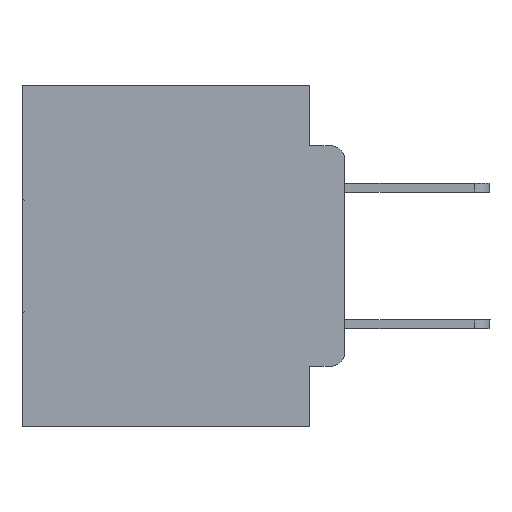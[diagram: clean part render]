
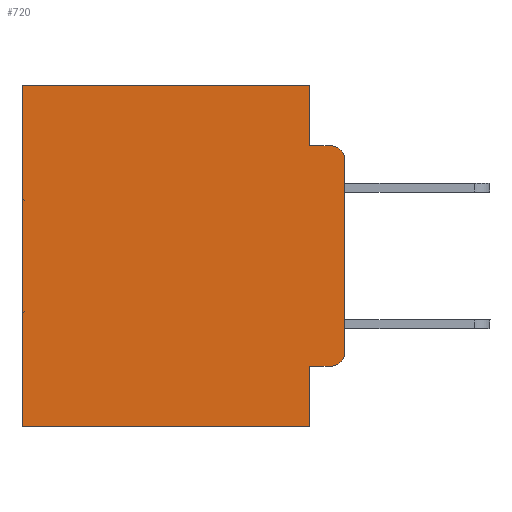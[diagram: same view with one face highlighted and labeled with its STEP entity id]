
A CAD part, left-side view. The second image highlights one B-rep face of the part: STEP entity #720.
In plain terms, the highlighted planar face has unit normal (-1, 0, 0).
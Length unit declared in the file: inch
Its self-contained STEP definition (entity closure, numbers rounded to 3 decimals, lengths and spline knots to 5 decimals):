
#128 = ORIENTED_EDGE ( 'NONE', *, *, #10825, .F. ) ;
#720 = ADVANCED_FACE ( 'NONE', ( #17066 ), #12463, .F. ) ;
#2691 = DIRECTION ( 'NONE',  ( 1., 0., 0. ) ) ;
#3684 = VERTEX_POINT ( 'NONE', #14925 ) ;
#3925 = CARTESIAN_POINT ( 'NONE',  ( 0.298, 0., -0.3915 ) ) ;
#4160 = LINE ( 'NONE', #30479, #18650 ) ;
#4345 = VECTOR ( 'NONE', #4667, 39.37008 ) ;
#4618 = DIRECTION ( 'NONE',  ( -1., 0., 0. ) ) ;
#4667 = DIRECTION ( 'NONE',  ( 0., 0., -1. ) ) ;
#5672 = CARTESIAN_POINT ( 'NONE',  ( 0.298, 0., -0.1085 ) ) ;
#6982 = DIRECTION ( 'NONE',  ( 0., -1., 0. ) ) ;
#7165 = DIRECTION ( 'NONE',  ( 0., 0., -1. ) ) ;
#7369 = CARTESIAN_POINT ( 'NONE',  ( 0.298, 0.02, -0.3915 ) ) ;
#7460 = VERTEX_POINT ( 'NONE', #22921 ) ;
#7610 = CARTESIAN_POINT ( 'NONE',  ( 0.298, 0.051, 0. ) ) ;
#7847 = CARTESIAN_POINT ( 'NONE',  ( 0.298, 0., 0. ) ) ;
#7863 = LINE ( 'NONE', #7610, #4345 ) ;
#8486 = DIRECTION ( 'NONE',  ( 0., 0., -1. ) ) ;
#9442 = CARTESIAN_POINT ( 'NONE',  ( 0.298, 0.051, 0. ) ) ;
#9452 = AXIS2_PLACEMENT_3D ( 'NONE', #7847, #2691, #10345 ) ;
#9936 = DIRECTION ( 'NONE',  ( 0., 1., 0. ) ) ;
#10196 = LINE ( 'NONE', #29067, #16098 ) ;
#10345 = DIRECTION ( 'NONE',  ( 0., 0., -1. ) ) ;
#10582 = EDGE_CURVE ( 'NONE', #19737, #24110, #10196, .T. ) ;
#10825 = EDGE_CURVE ( 'NONE', #3684, #7460, #31378, .T. ) ;
#11099 = CIRCLE ( 'NONE', #18841, 0.02 ) ;
#11233 = CARTESIAN_POINT ( 'NONE',  ( 0.298, 0.473, 0. ) ) ;
#11320 = EDGE_LOOP ( 'NONE', ( #12581, #18828, #22368, #13681, #19334, #23308, #128, #29992, #22155, #26220 ) ) ;
#11374 = VECTOR ( 'NONE', #9936, 39.37008 ) ;
#11710 = CARTESIAN_POINT ( 'NONE',  ( 0.298, 0.02, -0.0885 ) ) ;
#11956 = CARTESIAN_POINT ( 'NONE',  ( 0.298, 0.02, -0.4115 ) ) ;
#12008 = EDGE_CURVE ( 'NONE', #30584, #7460, #15655, .T. ) ;
#12269 = LINE ( 'NONE', #24797, #23630 ) ;
#12463 = PLANE ( 'NONE',  #9452 ) ;
#12542 = DIRECTION ( 'NONE',  ( 0., 0., -1. ) ) ;
#12581 = ORIENTED_EDGE ( 'NONE', *, *, #28600, .F. ) ;
#13303 = DIRECTION ( 'NONE',  ( 0., 0., -1. ) ) ;
#13681 = ORIENTED_EDGE ( 'NONE', *, *, #25053, .F. ) ;
#13700 = VECTOR ( 'NONE', #23704, 39.37008 ) ;
#14925 = CARTESIAN_POINT ( 'NONE',  ( 0.298, 0.051, -0.5 ) ) ;
#15128 = VERTEX_POINT ( 'NONE', #9442 ) ;
#15655 = LINE ( 'NONE', #11233, #13700 ) ;
#16098 = VECTOR ( 'NONE', #24660, 39.37008 ) ;
#16130 = VERTEX_POINT ( 'NONE', #5672 ) ;
#16691 = VECTOR ( 'NONE', #12542, 39.37008 ) ;
#17066 = FACE_OUTER_BOUND ( 'NONE', #11320, .T. ) ;
#17647 = CARTESIAN_POINT ( 'NONE',  ( 0.298, 0.051, -0.4115 ) ) ;
#17883 = CARTESIAN_POINT ( 'NONE',  ( 0.298, 0., 0. ) ) ;
#18650 = VECTOR ( 'NONE', #13303, 39.37008 ) ;
#18756 = DIRECTION ( 'NONE',  ( -1., 0., 0. ) ) ;
#18828 = ORIENTED_EDGE ( 'NONE', *, *, #20258, .T. ) ;
#18841 = AXIS2_PLACEMENT_3D ( 'NONE', #7369, #4618, #7165 ) ;
#19052 = CARTESIAN_POINT ( 'NONE',  ( 0.298, 0.051, -0.0885 ) ) ;
#19334 = ORIENTED_EDGE ( 'NONE', *, *, #29230, .T. ) ;
#19362 = VERTEX_POINT ( 'NONE', #17647 ) ;
#19737 = VERTEX_POINT ( 'NONE', #19052 ) ;
#20021 = CARTESIAN_POINT ( 'NONE',  ( 0.298, 0., 0. ) ) ;
#20258 = EDGE_CURVE ( 'NONE', #16130, #24110, #21687, .T. ) ;
#20650 = EDGE_CURVE ( 'NONE', #19362, #29884, #12269, .T. ) ;
#21313 = VECTOR ( 'NONE', #32446, 39.37008 ) ;
#21687 = CIRCLE ( 'NONE', #31069, 0.02 ) ;
#21789 = CARTESIAN_POINT ( 'NONE',  ( 0.298, 0., -0.5 ) ) ;
#22155 = ORIENTED_EDGE ( 'NONE', *, *, #20650, .T. ) ;
#22176 = LINE ( 'NONE', #17883, #16691 ) ;
#22368 = ORIENTED_EDGE ( 'NONE', *, *, #10582, .F. ) ;
#22921 = CARTESIAN_POINT ( 'NONE',  ( 0.298, 0.473, -0.5 ) ) ;
#23308 = ORIENTED_EDGE ( 'NONE', *, *, #12008, .T. ) ;
#23630 = VECTOR ( 'NONE', #6982, 39.37008 ) ;
#23704 = DIRECTION ( 'NONE',  ( 0., 0., -1. ) ) ;
#24074 = VERTEX_POINT ( 'NONE', #3925 ) ;
#24110 = VERTEX_POINT ( 'NONE', #11710 ) ;
#24660 = DIRECTION ( 'NONE',  ( 0., -1., 0. ) ) ;
#24797 = CARTESIAN_POINT ( 'NONE',  ( 0.298, 0.051, -0.4115 ) ) ;
#24832 = LINE ( 'NONE', #20021, #21313 ) ;
#25036 = CARTESIAN_POINT ( 'NONE',  ( 0.298, 0.473, 0. ) ) ;
#25053 = EDGE_CURVE ( 'NONE', #15128, #19737, #4160, .T. ) ;
#26220 = ORIENTED_EDGE ( 'NONE', *, *, #29770, .T. ) ;
#28427 = CARTESIAN_POINT ( 'NONE',  ( 0.298, 0.02, -0.1085 ) ) ;
#28600 = EDGE_CURVE ( 'NONE', #16130, #24074, #22176, .T. ) ;
#29067 = CARTESIAN_POINT ( 'NONE',  ( 0.298, 0.051, -0.0885 ) ) ;
#29230 = EDGE_CURVE ( 'NONE', #15128, #30584, #24832, .T. ) ;
#29770 = EDGE_CURVE ( 'NONE', #29884, #24074, #11099, .T. ) ;
#29884 = VERTEX_POINT ( 'NONE', #11956 ) ;
#29992 = ORIENTED_EDGE ( 'NONE', *, *, #31129, .F. ) ;
#30479 = CARTESIAN_POINT ( 'NONE',  ( 0.298, 0.051, 0. ) ) ;
#30584 = VERTEX_POINT ( 'NONE', #25036 ) ;
#31069 = AXIS2_PLACEMENT_3D ( 'NONE', #28427, #18756, #8486 ) ;
#31129 = EDGE_CURVE ( 'NONE', #19362, #3684, #7863, .T. ) ;
#31378 = LINE ( 'NONE', #21789, #11374 ) ;
#32446 = DIRECTION ( 'NONE',  ( 0., 1., 0. ) ) ;
